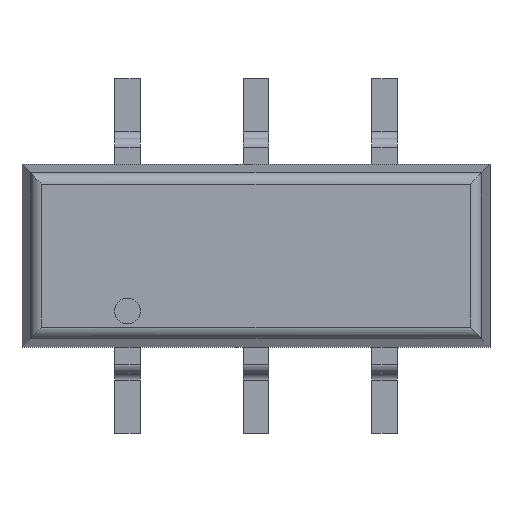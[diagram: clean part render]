
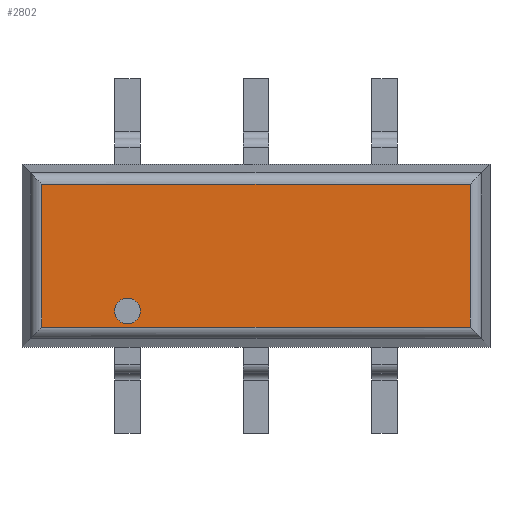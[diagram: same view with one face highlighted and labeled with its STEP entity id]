
A CAD part, top view. The second image highlights one B-rep face of the part: STEP entity #2802.
In plain terms, the highlighted planar face has unit normal (0, 0, 1).
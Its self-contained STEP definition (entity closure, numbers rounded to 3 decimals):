
#2743 = CARTESIAN_POINT ( 'NONE',  ( -2.5, -1.325, 3.6 ) ) ;
#2744 = VERTEX_POINT ( 'NONE', #2743 ) ;
#2745 = CARTESIAN_POINT ( 'NONE',  ( -2.5, -0.825, 3.6 ) ) ;
#2746 = VERTEX_POINT ( 'NONE', #2745 ) ;
#2747 = CARTESIAN_POINT ( 'NONE',  ( -2.5, -1.075, 3.6 ) ) ;
#2748 = DIRECTION ( 'NONE',  ( 0., 0., 1. ) ) ;
#2749 = DIRECTION ( 'NONE',  ( 0., -1., 0. ) ) ;
#2750 = AXIS2_PLACEMENT_3D ( 'NONE', #2747, #2748, #2749 ) ;
#2751 = CIRCLE ( 'NONE', #2750, 0.25) ;
#2752 = EDGE_CURVE ( 'NONE', #2744, #2746, #2751, .T. ) ;
#2753 = ORIENTED_EDGE ( 'NONE', *, *, #2752, .F. ) ;
#2754 = CARTESIAN_POINT ( 'NONE',  ( -2.5, -1.075, 3.6 ) ) ;
#2755 = DIRECTION ( 'NONE',  ( 0., 0., 1. ) ) ;
#2756 = DIRECTION ( 'NONE',  ( 0., -1., 0. ) ) ;
#2757 = AXIS2_PLACEMENT_3D ( 'NONE', #2754, #2755, #2756 ) ;
#2758 = CIRCLE ( 'NONE', #2757, 0.25) ;
#2759 = EDGE_CURVE ( 'NONE', #2746, #2744, #2758, .T. ) ;
#2760 = ORIENTED_EDGE ( 'NONE', *, *, #2759, .F. ) ;
#2761 = EDGE_LOOP ( 'NONE', ( #2753, #2760 ) ) ;
#2762 = FACE_BOUND ( 'NONE', #2761, .T. ) ;
#2763 = CARTESIAN_POINT ( 'NONE',  ( 4.163, -1.388, 3.6 ) ) ;
#2764 = VERTEX_POINT ( 'NONE', #2763 ) ;
#2765 = CARTESIAN_POINT ( 'NONE',  ( 4.163, 1.388, 3.6 ) ) ;
#2766 = VERTEX_POINT ( 'NONE', #2765 ) ;
#2767 = CARTESIAN_POINT ( 'NONE',  ( 4.163, 1.577, 3.6 ) ) ;
#2768 = DIRECTION ( 'NONE',  ( 0., 1., 0. ) ) ;
#2769 = VECTOR ( 'NONE', #2768, 1000. ) ;
#2770 = LINE ( 'NONE', #2767, #2769 ) ;
#2771 = EDGE_CURVE ( 'NONE', #2764, #2766, #2770, .T. ) ;
#2772 = ORIENTED_EDGE ( 'NONE', *, *, #2771, .T. ) ;
#2773 = CARTESIAN_POINT ( 'NONE',  ( -4.163, 1.388, 3.6 ) ) ;
#2774 = VERTEX_POINT ( 'NONE', #2773 ) ;
#2775 = CARTESIAN_POINT ( 'NONE',  ( -4.352, 1.388, 3.6 ) ) ;
#2776 = DIRECTION ( 'NONE',  ( -1., 0., 0. ) ) ;
#2777 = VECTOR ( 'NONE', #2776, 1000. ) ;
#2778 = LINE ( 'NONE', #2775, #2777 ) ;
#2779 = EDGE_CURVE ( 'NONE', #2766, #2774, #2778, .T. ) ;
#2780 = ORIENTED_EDGE ( 'NONE', *, *, #2779, .T. ) ;
#2781 = CARTESIAN_POINT ( 'NONE',  ( -4.163, -1.388, 3.6 ) ) ;
#2782 = VERTEX_POINT ( 'NONE', #2781 ) ;
#2783 = CARTESIAN_POINT ( 'NONE',  ( -4.163, -1.577, 3.6 ) ) ;
#2784 = DIRECTION ( 'NONE',  ( 0., -1., 0. ) ) ;
#2785 = VECTOR ( 'NONE', #2784, 1000. ) ;
#2786 = LINE ( 'NONE', #2783, #2785 ) ;
#2787 = EDGE_CURVE ( 'NONE', #2774, #2782, #2786, .T. ) ;
#2788 = ORIENTED_EDGE ( 'NONE', *, *, #2787, .T. ) ;
#2789 = CARTESIAN_POINT ( 'NONE',  ( 4.352, -1.388, 3.6 ) ) ;
#2790 = DIRECTION ( 'NONE',  ( 1., 0., 0. ) ) ;
#2791 = VECTOR ( 'NONE', #2790, 1000. ) ;
#2792 = LINE ( 'NONE', #2789, #2791 ) ;
#2793 = EDGE_CURVE ( 'NONE', #2782, #2764, #2792, .T. ) ;
#2794 = ORIENTED_EDGE ( 'NONE', *, *, #2793, .T. ) ;
#2795 = EDGE_LOOP ( 'NONE', ( #2772, #2780, #2788, #2794 ) ) ;
#2796 = FACE_OUTER_BOUND ( 'NONE', #2795, .T. ) ;
#2797 = CARTESIAN_POINT ( 'NONE',  ( 1.286, 0.026, 3.6 ) ) ;
#2798 = DIRECTION ( 'NONE',  ( 0., 0., -1. ) ) ;
#2799 = DIRECTION ( 'NONE',  ( 0., 1., 0. ) ) ;
#2800 = AXIS2_PLACEMENT_3D ( 'NONE', #2797, #2798, #2799 ) ;
#2801 = PLANE ( 'NONE', #2800 ) ;
#2802 = ADVANCED_FACE ( 'NONE', ( #2762, #2796 ), #2801, .F. ) ;
